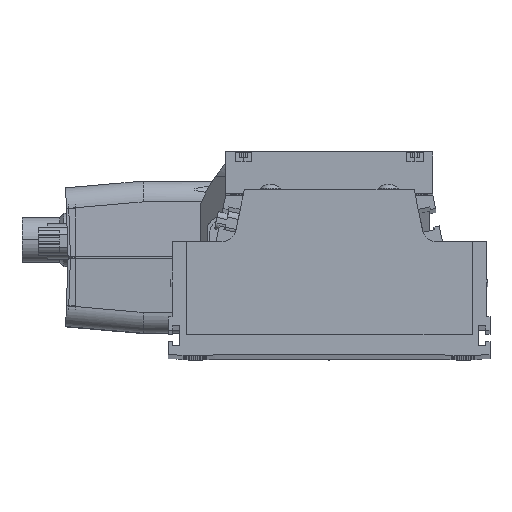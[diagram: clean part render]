
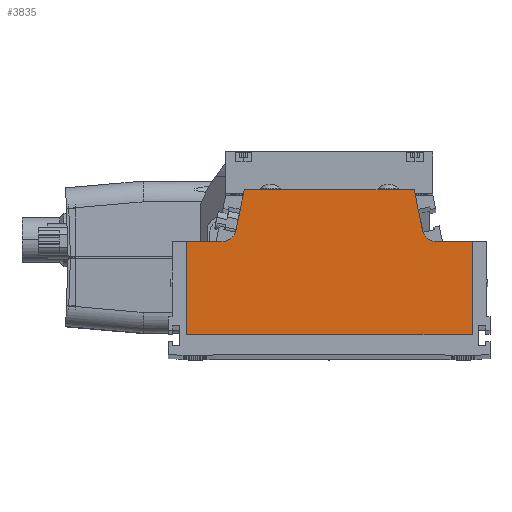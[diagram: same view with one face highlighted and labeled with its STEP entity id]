
A CAD part, top view. The second image highlights one B-rep face of the part: STEP entity #3835.
In plain terms, the highlighted planar face has unit normal (0, 0, 1).
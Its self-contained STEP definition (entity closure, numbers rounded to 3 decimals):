
#1143 = DIRECTION ( 'NONE',  ( 0.204, 0.979, 0. ) ) ;
#1453 = EDGE_CURVE ( 'NONE', #27237, #25427, #25308, .T. ) ;
#1853 = CARTESIAN_POINT ( 'NONE',  ( -40., 3., 722.5 ) ) ;
#2103 = CARTESIAN_POINT ( 'NONE',  ( -40., 3., 722.5 ) ) ;
#2215 = DIRECTION ( 'NONE',  ( 0., -1., 0. ) ) ;
#2600 = CARTESIAN_POINT ( 'NONE',  ( -23.784, 17.45, 722.5 ) ) ;
#2791 = EDGE_CURVE ( 'NONE', #16721, #6542, #7729, .T. ) ;
#3360 = VERTEX_POINT ( 'NONE', #12285 ) ;
#3835 = ADVANCED_FACE ( 'NONE', ( #20026 ), #22602, .F. ) ;
#3899 = DIRECTION ( 'NONE',  ( -1., 0., 0. ) ) ;
#4068 = CARTESIAN_POINT ( 'NONE',  ( 30.049, 7., 722.5 ) ) ;
#4255 = DIRECTION ( 'NONE',  ( -1., 0., 0. ) ) ;
#4324 = VECTOR ( 'NONE', #17428, 1000. ) ;
#4764 = DIRECTION ( 'NONE',  ( 0., 0., -1. ) ) ;
#4977 = EDGE_CURVE ( 'NONE', #3360, #31506, #7379, .T. ) ;
#5366 = CARTESIAN_POINT ( 'NONE',  ( 23.784, 17.45, 722.5 ) ) ;
#5865 = VECTOR ( 'NONE', #19745, 1000. ) ;
#6061 = ORIENTED_EDGE ( 'NONE', *, *, #25380, .T. ) ;
#6514 = LINE ( 'NONE', #20180, #14954 ) ;
#6542 = VERTEX_POINT ( 'NONE', #16942 ) ;
#6666 = DIRECTION ( 'NONE',  ( 0., 0., -1. ) ) ;
#7271 = ORIENTED_EDGE ( 'NONE', *, *, #11084, .F. ) ;
#7379 = LINE ( 'NONE', #19566, #26048 ) ;
#7486 = CARTESIAN_POINT ( 'NONE',  ( -26.797, 3., 722.5 ) ) ;
#7729 = LINE ( 'NONE', #18291, #11540 ) ;
#10542 = DIRECTION ( 'NONE',  ( 1., 0., 0. ) ) ;
#10819 = EDGE_CURVE ( 'NONE', #27237, #11449, #30215, .T. ) ;
#11084 = EDGE_CURVE ( 'NONE', #31506, #6542, #30303, .T. ) ;
#11449 = VERTEX_POINT ( 'NONE', #2600 ) ;
#11453 = VERTEX_POINT ( 'NONE', #5366 ) ;
#11540 = VECTOR ( 'NONE', #24307, 1000. ) ;
#12218 = VERTEX_POINT ( 'NONE', #28073 ) ;
#12285 = CARTESIAN_POINT ( 'NONE',  ( 40., 3., 722.5 ) ) ;
#12580 = DIRECTION ( 'NONE',  ( 0., 0., -1. ) ) ;
#13107 = CARTESIAN_POINT ( 'NONE',  ( 30.049, 3., 722.5 ) ) ;
#14309 = VERTEX_POINT ( 'NONE', #13107 ) ;
#14954 = VECTOR ( 'NONE', #4255, 1000. ) ;
#15175 = DIRECTION ( 'NONE',  ( -1., 0., 0. ) ) ;
#15370 = AXIS2_PLACEMENT_3D ( 'NONE', #27793, #12580, #15175 ) ;
#15898 = VECTOR ( 'NONE', #10542, 1000. ) ;
#16721 = VERTEX_POINT ( 'NONE', #2103 ) ;
#16788 = CARTESIAN_POINT ( 'NONE',  ( 40., -23.13, 722.5 ) ) ;
#16942 = CARTESIAN_POINT ( 'NONE',  ( -40., -23.13, 722.5 ) ) ;
#17328 = ORIENTED_EDGE ( 'NONE', *, *, #28778, .T. ) ;
#17428 = DIRECTION ( 'NONE',  ( -1., 0., 0. ) ) ;
#17771 = LINE ( 'NONE', #25188, #29700 ) ;
#18291 = CARTESIAN_POINT ( 'NONE',  ( -40., 84.488, 722.5 ) ) ;
#18557 = CARTESIAN_POINT ( 'NONE',  ( -26.133, 6.184, 722.5 ) ) ;
#18771 = EDGE_LOOP ( 'NONE', ( #25520, #29237, #6061, #23474, #32488, #27646, #23062, #17328, #31937, #7271 ) ) ;
#19066 = CARTESIAN_POINT ( 'NONE',  ( -40., -23.13, 722.5 ) ) ;
#19566 = CARTESIAN_POINT ( 'NONE',  ( 40., 84.488, 722.5 ) ) ;
#19745 = DIRECTION ( 'NONE',  ( -1., 0., 0. ) ) ;
#20026 = FACE_OUTER_BOUND ( 'NONE', #18771, .T. ) ;
#20180 = CARTESIAN_POINT ( 'NONE',  ( -40., 3., 722.5 ) ) ;
#20860 = DIRECTION ( 'NONE',  ( -1., 0., 0. ) ) ;
#20953 = EDGE_CURVE ( 'NONE', #11449, #11453, #23659, .T. ) ;
#22265 = EDGE_CURVE ( 'NONE', #11453, #12218, #17771, .T. ) ;
#22382 = VECTOR ( 'NONE', #1143, 1000. ) ;
#22589 = DIRECTION ( 'NONE',  ( 0.204, -0.979, 0. ) ) ;
#22602 = PLANE ( 'NONE',  #15370 ) ;
#23062 = ORIENTED_EDGE ( 'NONE', *, *, #1453, .T. ) ;
#23261 = EDGE_CURVE ( 'NONE', #3360, #14309, #33166, .T. ) ;
#23474 = ORIENTED_EDGE ( 'NONE', *, *, #22265, .F. ) ;
#23659 = LINE ( 'NONE', #34225, #15898 ) ;
#24307 = DIRECTION ( 'NONE',  ( 0., -1., 0. ) ) ;
#25188 = CARTESIAN_POINT ( 'NONE',  ( 23.784, 17.45, 722.5 ) ) ;
#25308 = CIRCLE ( 'NONE', #29748, 4. ) ;
#25380 = EDGE_CURVE ( 'NONE', #14309, #12218, #28235, .T. ) ;
#25427 = VERTEX_POINT ( 'NONE', #30204 ) ;
#25520 = ORIENTED_EDGE ( 'NONE', *, *, #4977, .F. ) ;
#26048 = VECTOR ( 'NONE', #2215, 1000. ) ;
#27237 = VERTEX_POINT ( 'NONE', #18557 ) ;
#27646 = ORIENTED_EDGE ( 'NONE', *, *, #10819, .F. ) ;
#27673 = AXIS2_PLACEMENT_3D ( 'NONE', #4068, #6666, #3899 ) ;
#27793 = CARTESIAN_POINT ( 'NONE',  ( -40., 84.488, 722.5 ) ) ;
#28073 = CARTESIAN_POINT ( 'NONE',  ( 26.133, 6.184, 722.5 ) ) ;
#28235 = CIRCLE ( 'NONE', #27673, 4. ) ;
#28471 = CARTESIAN_POINT ( 'NONE',  ( -30.049, 7., 722.5 ) ) ;
#28778 = EDGE_CURVE ( 'NONE', #25427, #16721, #6514, .T. ) ;
#29237 = ORIENTED_EDGE ( 'NONE', *, *, #23261, .T. ) ;
#29700 = VECTOR ( 'NONE', #22589, 1000. ) ;
#29748 = AXIS2_PLACEMENT_3D ( 'NONE', #28471, #4764, #20860 ) ;
#30204 = CARTESIAN_POINT ( 'NONE',  ( -30.049, 3., 722.5 ) ) ;
#30215 = LINE ( 'NONE', #7486, #22382 ) ;
#30303 = LINE ( 'NONE', #19066, #5865 ) ;
#31506 = VERTEX_POINT ( 'NONE', #16788 ) ;
#31937 = ORIENTED_EDGE ( 'NONE', *, *, #2791, .T. ) ;
#32488 = ORIENTED_EDGE ( 'NONE', *, *, #20953, .F. ) ;
#33166 = LINE ( 'NONE', #1853, #4324 ) ;
#34225 = CARTESIAN_POINT ( 'NONE',  ( -23.784, 17.45, 722.5 ) ) ;
